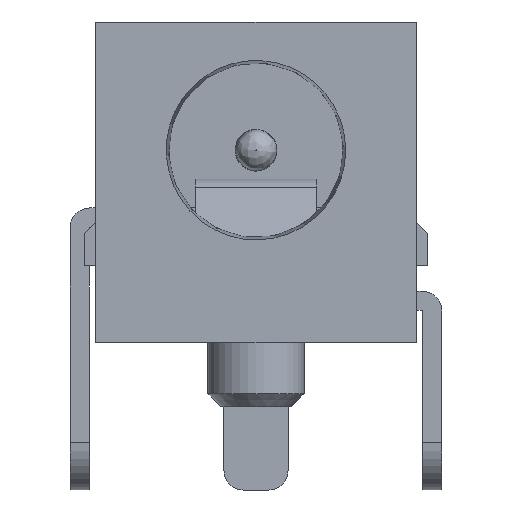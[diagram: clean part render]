
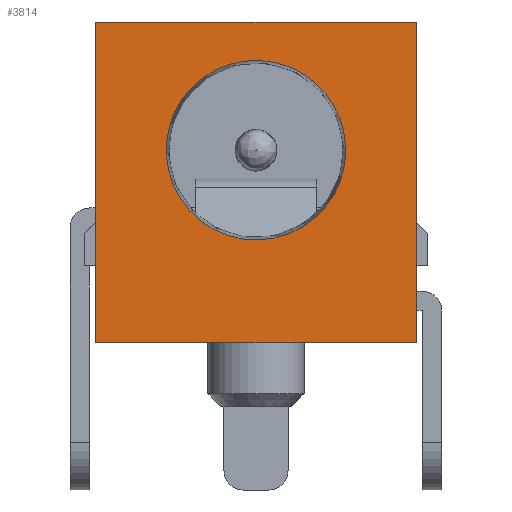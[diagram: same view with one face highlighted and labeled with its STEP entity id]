
A CAD part, front view. The second image highlights one B-rep face of the part: STEP entity #3814.
In plain terms, the highlighted planar face has unit normal (0, -1, 0).
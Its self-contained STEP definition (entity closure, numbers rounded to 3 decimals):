
#123=CIRCLE('',#4099,1.4);
#346=ORIENTED_EDGE('',*,*,#1452,.F.);
#347=ORIENTED_EDGE('',*,*,#1453,.F.);
#348=ORIENTED_EDGE('',*,*,#1454,.F.);
#349=ORIENTED_EDGE('',*,*,#1455,.F.);
#350=ORIENTED_EDGE('',*,*,#1456,.T.);
#1452=EDGE_CURVE('',#1997,#1998,#2356,.T.);
#1453=EDGE_CURVE('',#1999,#1997,#2357,.T.);
#1454=EDGE_CURVE('',#2000,#1999,#2358,.T.);
#1455=EDGE_CURVE('',#1998,#2000,#2359,.T.);
#1456=EDGE_CURVE('',#2001,#2001,#123,.T.);
#1997=VERTEX_POINT('',#6311);
#1998=VERTEX_POINT('',#6312);
#1999=VERTEX_POINT('',#6314);
#2000=VERTEX_POINT('',#6316);
#2001=VERTEX_POINT('',#6319);
#2356=LINE('',#6310,#2811);
#2357=LINE('',#6313,#2812);
#2358=LINE('',#6315,#2813);
#2359=LINE('',#6317,#2814);
#2811=VECTOR('',#4532,1000.);
#2812=VECTOR('',#4533,1000.);
#2813=VECTOR('',#4534,1000.);
#2814=VECTOR('',#4535,1000.);
#3195=EDGE_LOOP('',(#346,#347,#348,#349));
#3196=EDGE_LOOP('',(#350));
#3428=FACE_BOUND('',#3195,.T.);
#3429=FACE_BOUND('',#3196,.T.);
#3658=PLANE('',#4098);
#3814=ADVANCED_FACE('',(#3428,#3429),#3658,.F.);
#4098=AXIS2_PLACEMENT_3D('',#6309,#4530,#4531);
#4099=AXIS2_PLACEMENT_3D('',#6318,#4536,#4537);
#4530=DIRECTION('',(0.,1.,0.));
#4531=DIRECTION('',(0.,0.,1.));
#4532=DIRECTION('',(0.,0.,-1.));
#4533=DIRECTION('',(1.,0.,0.));
#4534=DIRECTION('',(0.,0.,1.));
#4535=DIRECTION('',(-1.,0.,0.));
#4536=DIRECTION('',(0.,1.,0.));
#4537=DIRECTION('',(1.,0.,0.));
#6309=CARTESIAN_POINT('',(0.,-5.5,0.));
#6310=CARTESIAN_POINT('',(2.5,-5.5,2.5));
#6311=CARTESIAN_POINT('',(2.5,-5.5,2.5));
#6312=CARTESIAN_POINT('',(2.5,-5.5,-2.5));
#6313=CARTESIAN_POINT('',(-2.5,-5.5,2.5));
#6314=CARTESIAN_POINT('',(-2.5,-5.5,2.5));
#6315=CARTESIAN_POINT('',(-2.5,-5.5,-2.5));
#6316=CARTESIAN_POINT('',(-2.5,-5.5,-2.5));
#6317=CARTESIAN_POINT('',(2.5,-5.5,-2.5));
#6318=CARTESIAN_POINT('',(0.,-5.5,0.5));
#6319=CARTESIAN_POINT('',(1.4,-5.5,0.5));
